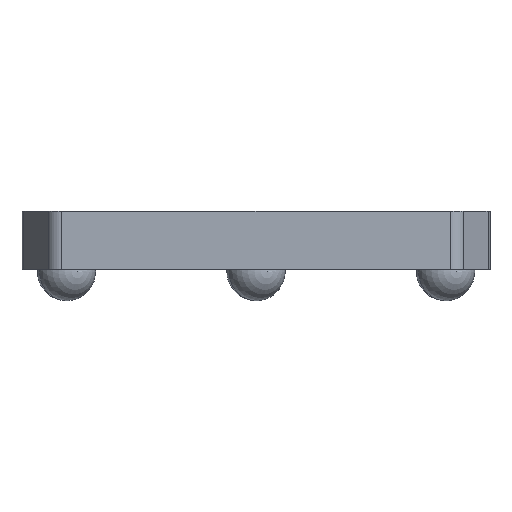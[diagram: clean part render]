
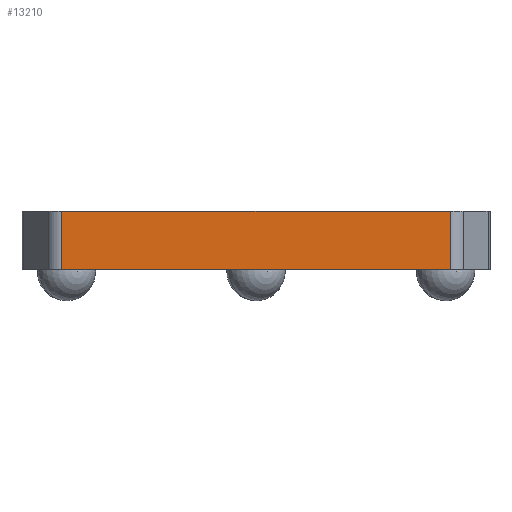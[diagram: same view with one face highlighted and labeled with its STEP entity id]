
A CAD part, front view. The second image highlights one B-rep face of the part: STEP entity #13210.
In plain terms, the highlighted planar face has unit normal (0, -1, 0).
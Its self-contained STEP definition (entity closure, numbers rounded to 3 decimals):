
#71 = CARTESIAN_POINT ( 'NONE',  ( 26.656, -21.83, 0. ) ) ;
#673 = FACE_OUTER_BOUND ( 'NONE', #8343, .T. ) ;
#784 = AXIS2_PLACEMENT_3D ( 'NONE', #11353, #11146, #17435 ) ;
#1668 = CARTESIAN_POINT ( 'NONE',  ( -26.656, -21.83, 8. ) ) ;
#2209 = LINE ( 'NONE', #3712, #12669 ) ;
#2550 = DIRECTION ( 'NONE',  ( 1., 0., 0. ) ) ;
#3712 = CARTESIAN_POINT ( 'NONE',  ( 27.811, -21.83, 0. ) ) ;
#3897 = PLANE ( 'NONE',  #784 ) ;
#3992 = EDGE_CURVE ( 'NONE', #10672, #10971, #16091, .T. ) ;
#5254 = ORIENTED_EDGE ( 'NONE', *, *, #7844, .T. ) ;
#5962 = VECTOR ( 'NONE', #10647, 1000. ) ;
#6893 = VECTOR ( 'NONE', #2550, 1000. ) ;
#7190 = DIRECTION ( 'NONE',  ( 1., 0., 0. ) ) ;
#7646 = LINE ( 'NONE', #12519, #14512 ) ;
#7844 = EDGE_CURVE ( 'NONE', #14759, #8017, #2209, .T. ) ;
#8017 = VERTEX_POINT ( 'NONE', #71 ) ;
#8343 = EDGE_LOOP ( 'NONE', ( #5254, #15265, #14421, #12268 ) ) ;
#8777 = CARTESIAN_POINT ( 'NONE',  ( 26.656, -21.83, 8. ) ) ;
#10534 = DIRECTION ( 'NONE',  ( 0., 0., -1. ) ) ;
#10647 = DIRECTION ( 'NONE',  ( 0., 0., 1. ) ) ;
#10672 = VERTEX_POINT ( 'NONE', #1668 ) ;
#10971 = VERTEX_POINT ( 'NONE', #16130 ) ;
#11146 = DIRECTION ( 'NONE',  ( 0., 1., 0. ) ) ;
#11353 = CARTESIAN_POINT ( 'NONE',  ( 27.811, -21.83, 8. ) ) ;
#12268 = ORIENTED_EDGE ( 'NONE', *, *, #13500, .T. ) ;
#12519 = CARTESIAN_POINT ( 'NONE',  ( -26.656, -21.83, 8. ) ) ;
#12669 = VECTOR ( 'NONE', #7190, 1000. ) ;
#13210 = ADVANCED_FACE ( 'NONE', ( #673 ), #3897, .F. ) ;
#13500 = EDGE_CURVE ( 'NONE', #10672, #14759, #7646, .T. ) ;
#14421 = ORIENTED_EDGE ( 'NONE', *, *, #3992, .F. ) ;
#14512 = VECTOR ( 'NONE', #10534, 1000. ) ;
#14759 = VERTEX_POINT ( 'NONE', #15089 ) ;
#15089 = CARTESIAN_POINT ( 'NONE',  ( -26.656, -21.83, 0. ) ) ;
#15265 = ORIENTED_EDGE ( 'NONE', *, *, #16120, .T. ) ;
#16091 = LINE ( 'NONE', #17590, #6893 ) ;
#16120 = EDGE_CURVE ( 'NONE', #8017, #10971, #18224, .T. ) ;
#16130 = CARTESIAN_POINT ( 'NONE',  ( 26.656, -21.83, 8. ) ) ;
#17435 = DIRECTION ( 'NONE',  ( -1., 0., 0. ) ) ;
#17590 = CARTESIAN_POINT ( 'NONE',  ( 27.811, -21.83, 8. ) ) ;
#18224 = LINE ( 'NONE', #8777, #5962 ) ;
